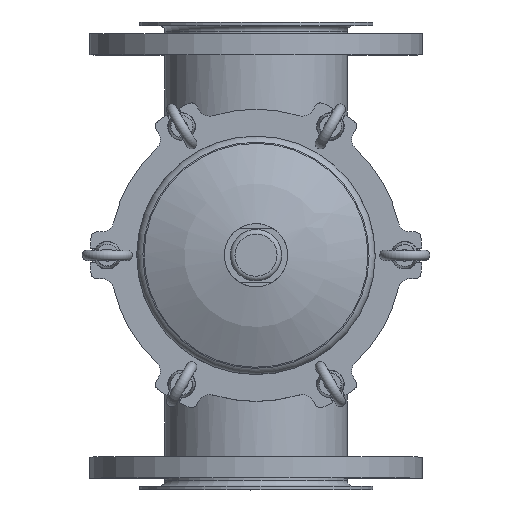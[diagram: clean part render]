
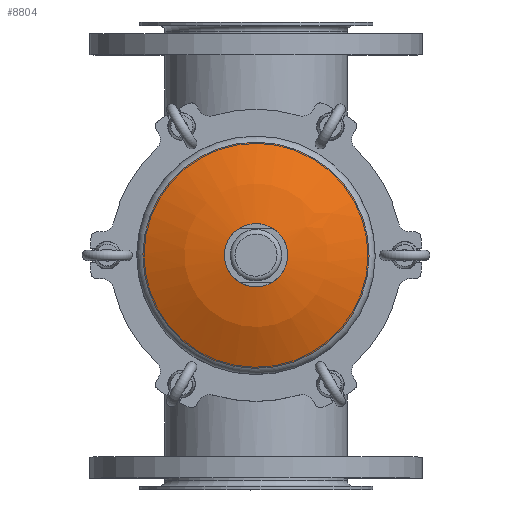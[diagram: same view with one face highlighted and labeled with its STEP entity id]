
A CAD part, top view. The second image highlights one B-rep face of the part: STEP entity #8804.
In plain terms, the highlighted spherical face has radius 204 mm.
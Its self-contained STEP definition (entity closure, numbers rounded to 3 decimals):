
#30=SPHERICAL_SURFACE('',#11052,204.);
#3954=ORIENTED_EDGE('',*,*,#5188,.T.);
#3955=ORIENTED_EDGE('',*,*,#5189,.F.);
#5188=EDGE_CURVE('',#6025,#6025,#6536,.T.);
#5189=EDGE_CURVE('',#6026,#6026,#6537,.T.);
#6025=VERTEX_POINT('',#20653);
#6026=VERTEX_POINT('',#20655);
#6536=CIRCLE('',#11053,96.742);
#6537=CIRCLE('',#11054,24.);
#7231=EDGE_LOOP('',(#3954));
#7232=EDGE_LOOP('',(#3955));
#7983=FACE_BOUND('',#7231,.T.);
#7984=FACE_BOUND('',#7232,.T.);
#8804=ADVANCED_FACE('',(#7983,#7984),#30,.T.);
#11052=AXIS2_PLACEMENT_3D('',#20651,#13640,#13641);
#11053=AXIS2_PLACEMENT_3D('',#20652,#13642,#13643);
#11054=AXIS2_PLACEMENT_3D('',#20654,#13644,#13645);
#13640=DIRECTION('',(0.,-1.,0.));
#13641=DIRECTION('',(-1.,0.,0.));
#13642=DIRECTION('',(0.,-1.,0.));
#13643=DIRECTION('',(0.,0.,-1.));
#13644=DIRECTION('',(0.,-1.,0.));
#13645=DIRECTION('',(0.,0.,1.));
#20651=CARTESIAN_POINT('',(0.,204.,0.));
#20652=CARTESIAN_POINT('',(0.,24.398,0.));
#20653=CARTESIAN_POINT('',(0.,24.398,-96.742));
#20654=CARTESIAN_POINT('',(0.,1.417,0.));
#20655=CARTESIAN_POINT('',(0.,1.417,24.));
